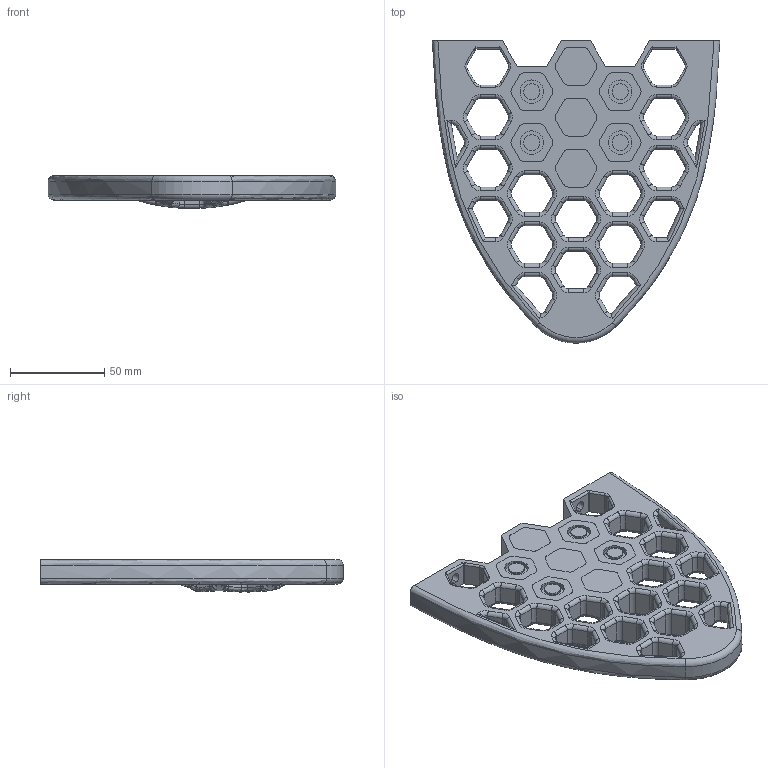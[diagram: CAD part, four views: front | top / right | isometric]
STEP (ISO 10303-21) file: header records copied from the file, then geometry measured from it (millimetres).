
FILE_DESCRIPTION(/* description */ (''),/* implementation_level */ '2;1');
FILE_NAME(/* name */ 'Board Part 1 - Front.step',/* time_stamp */ '2024-09-26T21:28:31+02:00',/* author */ (''),/* organization */ (''),/* preprocessor_version */ 'ST-DEVELOPER v20',/* originating_system */ 'Autodesk Translation Framework v13.20.0.188',/* authorisation */ '');
FILE_SCHEMA (('AUTOMOTIVE_DESIGN { 1 0 10303 214 3 1 1 }'));
Length unit declared in the file: millimetre
Products named in the file (4): Board MK2; Komponente1; Komponente2; Komponente3
Assembly tree (3 placements, depth 2):
  Board MK2
    Komponente1
    Komponente2
    Komponente3
Bounding box: 152.41 x 160.28 x 17.49 mm (x, y, z)
Volume: 154118.6 mm3; surface area: 54067.2 mm2
Topology: 12 solids, 12 shells, 879 faces, 2166 edges, 1316 vertices
Faces by surface type: cylinder 364, plane 260, torus 162, bspline 93
Full cylindrical faces by diameter (mm): 5.2 x4, 8.5 x4, 12.5 x8
Entity records: 29239 total; most frequent: CARTESIAN_POINT 8213, DIRECTION 4492, ORIENTED_EDGE 4332, EDGE_CURVE 2166, AXIS2_PLACEMENT_3D 1744, VERTEX_POINT 1316, LINE 1004, VECTOR 1004
